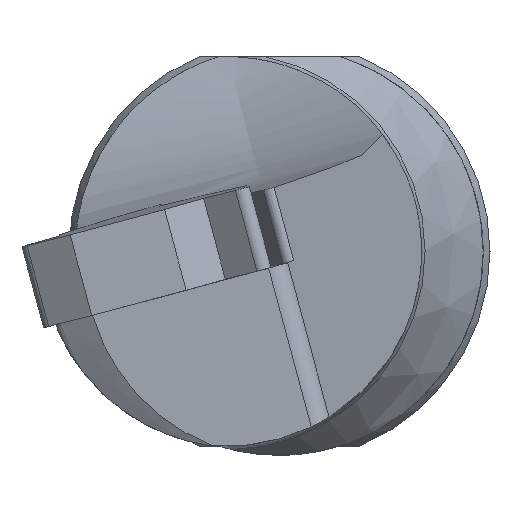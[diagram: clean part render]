
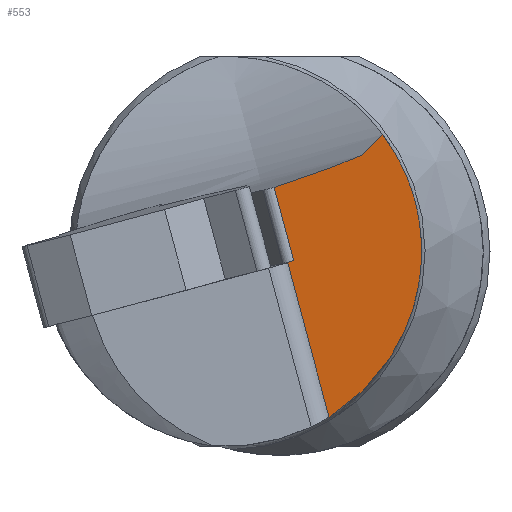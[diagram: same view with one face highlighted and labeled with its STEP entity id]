
A CAD part, left-side view. The second image highlights one B-rep face of the part: STEP entity #553.
In plain terms, the highlighted planar face has unit normal (-0.342, -0.91, 0.235).
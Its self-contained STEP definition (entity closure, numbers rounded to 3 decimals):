
#369=PLANE('',#1191);
#406=ELLIPSE('',#1160,21.644,7.4);
#422=LINE('',#1993,#484);
#423=LINE('',#1995,#485);
#424=LINE('',#1997,#486);
#484=VECTOR('',#1309,1.);
#485=VECTOR('',#1310,1.);
#486=VECTOR('',#1311,1.);
#553=ADVANCED_FACE('',(#599),#369,.T.);
#599=FACE_OUTER_BOUND('',#645,.T.);
#645=EDGE_LOOP('',(#793,#794,#795,#796,#797));
#793=ORIENTED_EDGE('',*,*,#1066,.F.);
#794=ORIENTED_EDGE('',*,*,#1067,.F.);
#795=ORIENTED_EDGE('',*,*,#1068,.F.);
#796=ORIENTED_EDGE('',*,*,#1020,.F.);
#797=ORIENTED_EDGE('',*,*,#1025,.F.);
#941=VERTEX_POINT('',#1541);
#942=VERTEX_POINT('',#1543);
#946=VERTEX_POINT('',#1584);
#971=VERTEX_POINT('',#1994);
#972=VERTEX_POINT('',#1996);
#1020=EDGE_CURVE('',#941,#942,#406,.T.);
#1025=EDGE_CURVE('',#946,#941,#1136,.T.);
#1066=EDGE_CURVE('',#971,#946,#422,.T.);
#1067=EDGE_CURVE('',#972,#971,#423,.T.);
#1068=EDGE_CURVE('',#942,#972,#424,.T.);
#1136=B_SPLINE_CURVE_WITH_KNOTS('',3,(#1585,#1586,#1587,#1588,#1589,#1590,
#1591,#1592),.UNSPECIFIED.,.F.,.F.,(4,2,2,4),(0.,0.5,0.75,1.),
 .UNSPECIFIED.);
#1160=AXIS2_PLACEMENT_3D('',#1542,#1239,#1240);
#1191=AXIS2_PLACEMENT_3D('',#1998,#1312,#1313);
#1239=DIRECTION('',(0.342,0.91,-0.235));
#1240=DIRECTION('',(-0.94,0.331,-0.085));
#1309=DIRECTION('',(-0.026,0.259,0.966));
#1310=DIRECTION('',(0.939,-0.324,0.112));
#1311=DIRECTION('',(-0.026,0.259,0.966));
#1312=DIRECTION('',(-0.342,-0.91,0.235));
#1313=DIRECTION('',(-0.936,0.352,0.));
#1541=CARTESIAN_POINT('',(13.64,-3.917,4.444));
#1542=CARTESIAN_POINT('',(-5.158,2.,0.));
#1543=CARTESIAN_POINT('',(0.864,-1.886,-6.298));
#1584=CARTESIAN_POINT('',(1.295,0.203,2.433));
#1585=CARTESIAN_POINT('',(1.295,0.203,2.433));
#1586=CARTESIAN_POINT('',(3.369,-0.513,2.68));
#1587=CARTESIAN_POINT('',(5.442,-1.228,2.928));
#1588=CARTESIAN_POINT('',(8.552,-2.301,3.3));
#1589=CARTESIAN_POINT('',(9.595,-2.668,3.393));
#1590=CARTESIAN_POINT('',(11.644,-3.34,3.773));
#1591=CARTESIAN_POINT('',(12.651,-3.646,4.057));
#1592=CARTESIAN_POINT('',(13.64,-3.917,4.444));
#1993=CARTESIAN_POINT('',(1.051,2.618,11.447));
#1994=CARTESIAN_POINT('',(1.37,-0.543,-0.348));
#1995=CARTESIAN_POINT('',(0.705,-0.313,-0.428));
#1996=CARTESIAN_POINT('',(0.705,-0.313,-0.428));
#1997=CARTESIAN_POINT('',(-4.803,54.121,202.724));
#1998=CARTESIAN_POINT('',(-4.803,54.121,202.724));
